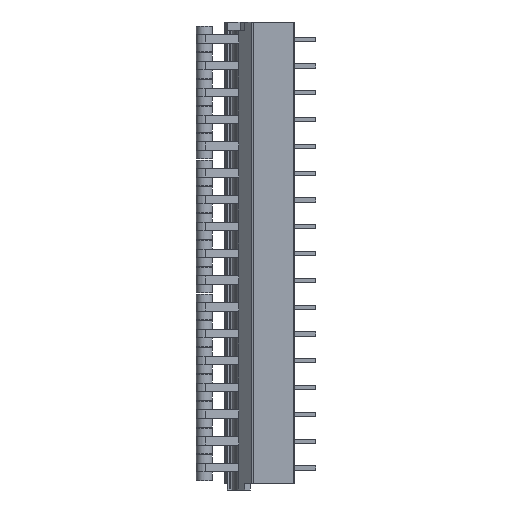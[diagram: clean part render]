
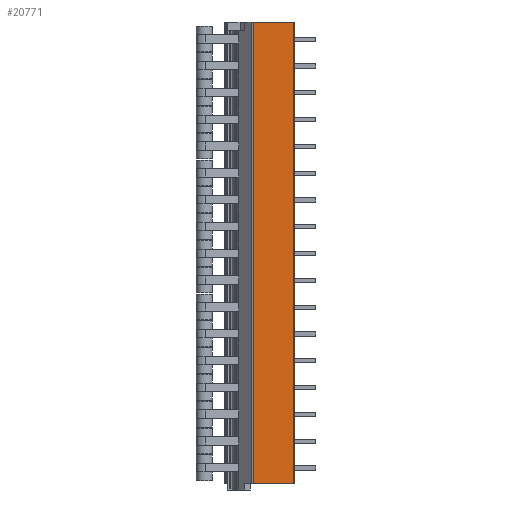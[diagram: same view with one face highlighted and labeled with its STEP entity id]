
A CAD part, left-side view. The second image highlights one B-rep face of the part: STEP entity #20771.
In plain terms, the highlighted planar face has unit normal (-1, 0, 0).
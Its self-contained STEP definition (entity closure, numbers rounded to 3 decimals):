
#30=DIRECTION('',(0.,-1.,0.));
#31=VECTOR('',#30,7.471);
#32=CARTESIAN_POINT('',(0.,7.671,-82.8));
#33=LINE('',#32,#31);
#310=DIRECTION('',(0.,-1.,0.));
#311=VECTOR('',#310,7.471);
#312=CARTESIAN_POINT('',(0.,7.671,3.2));
#313=LINE('',#312,#311);
#611=DIRECTION('',(0.,0.,1.));
#612=VECTOR('',#611,86.);
#613=CARTESIAN_POINT('',(0.,7.671,-82.8));
#614=LINE('',#613,#612);
#615=DIRECTION('',(0.,0.,1.));
#616=VECTOR('',#615,86.);
#617=CARTESIAN_POINT('',(0.,0.2,-82.8));
#618=LINE('',#617,#616);
#16469=CARTESIAN_POINT('',(0.,7.671,-82.8));
#16471=VERTEX_POINT('',#16469);
#16472=CARTESIAN_POINT('',(0.,0.2,-82.8));
#16473=VERTEX_POINT('',#16472);
#16589=CARTESIAN_POINT('',(0.,7.671,3.2));
#16591=VERTEX_POINT('',#16589);
#16592=CARTESIAN_POINT('',(0.,0.2,3.2));
#16593=VERTEX_POINT('',#16592);
#20759=CARTESIAN_POINT('',(0.,7.671,-82.8));
#20760=DIRECTION('',(-1.,0.,0.));
#20761=DIRECTION('',(0.,-1.,0.));
#20762=AXIS2_PLACEMENT_3D('',#20759,#20760,#20761);
#20763=PLANE('',#20762);
#20764=ORIENTED_EDGE('',*,*,#20753,.T.);
#20765=ORIENTED_EDGE('',*,*,#20567,.T.);
#20767=ORIENTED_EDGE('',*,*,#20766,.F.);
#20768=ORIENTED_EDGE('',*,*,#20367,.F.);
#20769=EDGE_LOOP('',(#20764,#20765,#20767,#20768));
#20770=FACE_OUTER_BOUND('',#20769,.F.);
#20771=ADVANCED_FACE('',(#20770),#20763,.T.);
#20367=EDGE_CURVE('',#16471,#16473,#33,.T.);
#20567=EDGE_CURVE('',#16591,#16593,#313,.T.);
#20753=EDGE_CURVE('',#16471,#16591,#614,.T.);
#20766=EDGE_CURVE('',#16473,#16593,#618,.T.);
